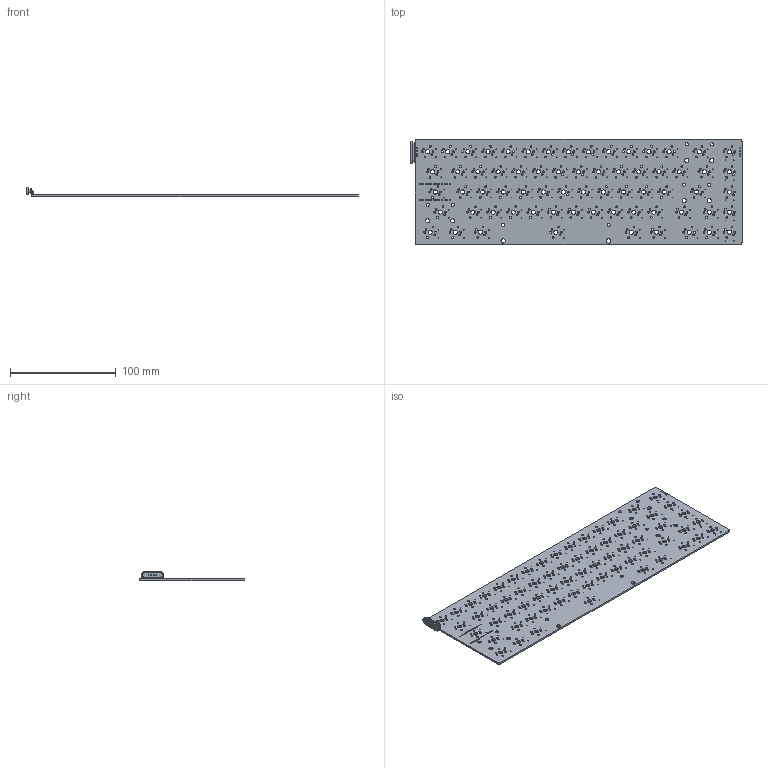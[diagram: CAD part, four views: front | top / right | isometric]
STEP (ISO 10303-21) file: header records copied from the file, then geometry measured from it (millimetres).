
FILE_DESCRIPTION(('KiCad electronic assembly'),'2;1');
FILE_NAME('65NumpadEdit2.step','2021-01-05T01:01:04',('An Author'),( 'A Company'),'Open CASCADE STEP processor 6.9', 'KiCad to STEP converter','Unknown');
FILE_SCHEMA(('AUTOMOTIVE_DESIGN { 1 0 10303 214 1 1 1 1 }'));
Length unit declared in the file: millimetre
Products named in the file (4): Open CASCADE STEP translator 6.9 1; Pogo_v3; COMPOUND
Assembly tree (3 placements, depth 3):
  Open CASCADE STEP translator 6.9 1
    Pogo_v3
      COMPOUND
    COMPOUND
Bounding box: 314.38 x 100.01 x 8.54 mm (x, y, z)
Volume: 46773 mm3; surface area: 65550.5 mm2
Topology: 6 solids, 6 shells, 778 faces, 2253 edges, 1490 vertices
Faces by surface type: cylinder 707, plane 51, torus 16, sphere 4
Full cylindrical faces by diameter (mm): 0.8 x134, 0.9 x4, 1 x8, 1.092 x24, 1.6 x268, 1.75 x134, 3.048 x8, 3.988 x21, 4 x54
Entity records: 58914 total; most frequent: DIRECTION 9695, CARTESIAN_POINT 9679, ORIENTED_EDGE 4498, PCURVE 4498, DEFINITIONAL_REPRESENTATION 4498, LINE 3915, VECTOR 3915, CIRCLE 2782
